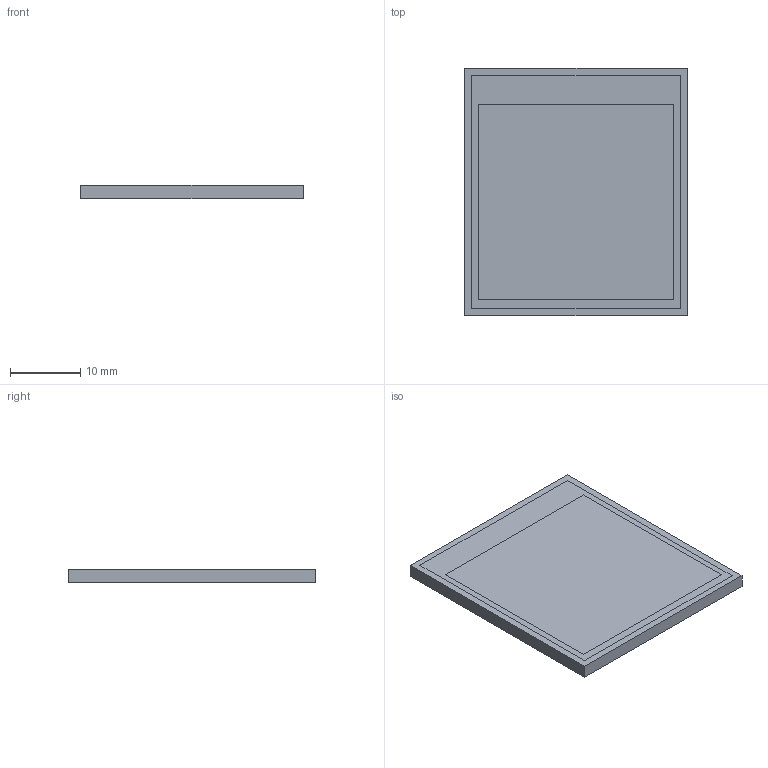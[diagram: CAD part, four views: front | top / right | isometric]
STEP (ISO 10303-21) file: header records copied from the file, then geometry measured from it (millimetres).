
FILE_DESCRIPTION(('FreeCAD Model'),'2;1');
FILE_NAME('TFT_LCD.step','2020-01-14T00:17:13',( 'Anool'),('Wyolum'),'Open CASCADE STEP processor 7.3','FreeCAD', 'Unknown');
FILE_SCHEMA(('AUTOMOTIVE_DESIGN { 1 0 10303 214 1 1 1 1 }'));
Length unit declared in the file: millimetre
Products named in the file (4): TFT_1.54IN_240X240_22PIN003; TFT_1.54IN_240X240_22PIN; TFT_1.54IN_240X240_22PIN001; TFT_1.54IN_240X240_22PIN002
Assembly tree (3 placements, depth 2):
  TFT_1.54IN_240X240_22PIN003
    TFT_1.54IN_240X240_22PIN
    TFT_1.54IN_240X240_22PIN001
    TFT_1.54IN_240X240_22PIN002
Bounding box: 31.52 x 35.1 x 1.9 mm (x, y, z)
Volume: 2102.1 mm3; surface area: 3363.1 mm2
Topology: 3 solids, 3 shells, 26 faces, 60 edges, 40 vertices
Faces by surface type: plane 26
Entity records: 825 total; most frequent: CARTESIAN_POINT 130, DIRECTION 120, ORIENTED_EDGE 120, EDGE_CURVE 60, LINE 60, VECTOR 60, VERTEX_POINT 40, AXIS2_PLACEMENT_3D 30
